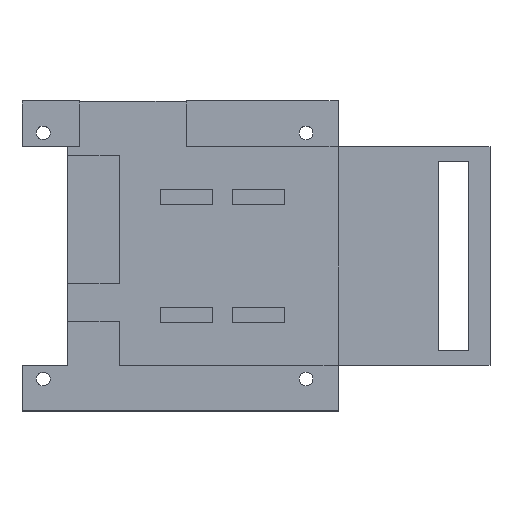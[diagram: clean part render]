
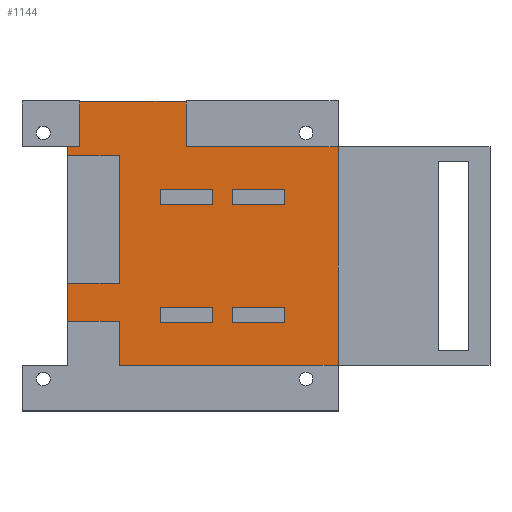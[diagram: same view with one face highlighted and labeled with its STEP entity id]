
A CAD part, top view. The second image highlights one B-rep face of the part: STEP entity #1144.
In plain terms, the highlighted planar face has unit normal (0, 0, 1).
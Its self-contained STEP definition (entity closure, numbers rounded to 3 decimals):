
#33=FACE_BOUND('',#164,.T.);
#34=FACE_BOUND('',#165,.T.);
#35=FACE_BOUND('',#166,.T.);
#36=FACE_BOUND('',#167,.T.);
#98=FACE_OUTER_BOUND('',#163,.T.);
#163=EDGE_LOOP('',(#986,#987,#988,#989,#990,#991,#992,#993,#994,#995,#996,
#997,#998,#999));
#164=EDGE_LOOP('',(#1000,#1001,#1002,#1003));
#165=EDGE_LOOP('',(#1004,#1005,#1006,#1007));
#166=EDGE_LOOP('',(#1008,#1009,#1010,#1011));
#167=EDGE_LOOP('',(#1012,#1013,#1014,#1015));
#196=LINE('',#1561,#343);
#200=LINE('',#1569,#347);
#206=LINE('',#1581,#353);
#213=LINE('',#1599,#360);
#217=LINE('',#1607,#364);
#220=LINE('',#1613,#367);
#223=LINE('',#1618,#370);
#226=LINE('',#1628,#373);
#231=LINE('',#1636,#378);
#232=LINE('',#1638,#379);
#235=LINE('',#1643,#382);
#239=LINE('',#1653,#386);
#243=LINE('',#1661,#390);
#246=LINE('',#1667,#393);
#249=LINE('',#1672,#396);
#251=LINE('',#1678,#398);
#255=LINE('',#1686,#402);
#258=LINE('',#1692,#405);
#261=LINE('',#1697,#408);
#263=LINE('',#1703,#410);
#267=LINE('',#1710,#414);
#270=LINE('',#1715,#417);
#280=LINE('',#1747,#427);
#283=LINE('',#1753,#430);
#286=LINE('',#1758,#433);
#306=LINE('',#1798,#453);
#310=LINE('',#1806,#457);
#313=LINE('',#1812,#460);
#316=LINE('',#1817,#463);
#319=LINE('',#1822,#466);
#343=VECTOR('',#1266,10.);
#347=VECTOR('',#1272,10.);
#353=VECTOR('',#1278,10.);
#360=VECTOR('',#1291,10.);
#364=VECTOR('',#1297,10.);
#367=VECTOR('',#1302,10.);
#370=VECTOR('',#1307,10.);
#373=VECTOR('',#1318,10.);
#378=VECTOR('',#1325,10.);
#379=VECTOR('',#1328,10.);
#382=VECTOR('',#1333,10.);
#386=VECTOR('',#1343,10.);
#390=VECTOR('',#1349,10.);
#393=VECTOR('',#1354,10.);
#396=VECTOR('',#1359,10.);
#398=VECTOR('',#1365,10.);
#402=VECTOR('',#1371,10.);
#405=VECTOR('',#1376,10.);
#408=VECTOR('',#1381,10.);
#410=VECTOR('',#1387,10.);
#414=VECTOR('',#1393,10.);
#417=VECTOR('',#1398,10.);
#427=VECTOR('',#1432,10.);
#430=VECTOR('',#1437,10.);
#433=VECTOR('',#1442,10.);
#453=VECTOR('',#1482,10.);
#457=VECTOR('',#1488,10.);
#460=VECTOR('',#1493,10.);
#463=VECTOR('',#1498,10.);
#466=VECTOR('',#1505,10.);
#483=VERTEX_POINT('',#1553);
#485=VERTEX_POINT('',#1559);
#486=VERTEX_POINT('',#1560);
#489=VERTEX_POINT('',#1568);
#494=VERTEX_POINT('',#1578);
#495=VERTEX_POINT('',#1580);
#502=VERTEX_POINT('',#1597);
#503=VERTEX_POINT('',#1598);
#506=VERTEX_POINT('',#1606);
#508=VERTEX_POINT('',#1612);
#511=VERTEX_POINT('',#1626);
#512=VERTEX_POINT('',#1627);
#514=VERTEX_POINT('',#1634);
#517=VERTEX_POINT('',#1651);
#518=VERTEX_POINT('',#1652);
#521=VERTEX_POINT('',#1660);
#523=VERTEX_POINT('',#1666);
#525=VERTEX_POINT('',#1676);
#526=VERTEX_POINT('',#1677);
#529=VERTEX_POINT('',#1685);
#531=VERTEX_POINT('',#1691);
#533=VERTEX_POINT('',#1701);
#534=VERTEX_POINT('',#1702);
#537=VERTEX_POINT('',#1714);
#547=VERTEX_POINT('',#1746);
#549=VERTEX_POINT('',#1752);
#559=VERTEX_POINT('',#1796);
#560=VERTEX_POINT('',#1797);
#563=VERTEX_POINT('',#1805);
#565=VERTEX_POINT('',#1811);
#590=EDGE_CURVE('',#485,#486,#196,.T.);
#594=EDGE_CURVE('',#486,#489,#200,.T.);
#600=EDGE_CURVE('',#495,#494,#206,.T.);
#608=EDGE_CURVE('',#502,#503,#213,.T.);
#612=EDGE_CURVE('',#506,#502,#217,.T.);
#615=EDGE_CURVE('',#503,#508,#220,.T.);
#618=EDGE_CURVE('',#508,#506,#223,.T.);
#622=EDGE_CURVE('',#511,#512,#226,.T.);
#627=EDGE_CURVE('',#485,#514,#231,.T.);
#628=EDGE_CURVE('',#514,#495,#232,.T.);
#631=EDGE_CURVE('',#489,#512,#235,.T.);
#635=EDGE_CURVE('',#517,#518,#239,.T.);
#639=EDGE_CURVE('',#521,#517,#243,.T.);
#642=EDGE_CURVE('',#518,#523,#246,.T.);
#645=EDGE_CURVE('',#523,#521,#249,.T.);
#647=EDGE_CURVE('',#525,#526,#251,.T.);
#651=EDGE_CURVE('',#529,#525,#255,.T.);
#654=EDGE_CURVE('',#526,#531,#258,.T.);
#657=EDGE_CURVE('',#531,#529,#261,.T.);
#659=EDGE_CURVE('',#533,#534,#263,.T.);
#663=EDGE_CURVE('',#483,#533,#267,.T.);
#666=EDGE_CURVE('',#537,#483,#270,.T.);
#682=EDGE_CURVE('',#494,#547,#280,.T.);
#685=EDGE_CURVE('',#547,#549,#283,.T.);
#688=EDGE_CURVE('',#549,#537,#286,.T.);
#708=EDGE_CURVE('',#559,#560,#306,.T.);
#712=EDGE_CURVE('',#563,#559,#310,.T.);
#715=EDGE_CURVE('',#560,#565,#313,.T.);
#718=EDGE_CURVE('',#565,#563,#316,.T.);
#721=EDGE_CURVE('',#534,#511,#319,.T.);
#986=ORIENTED_EDGE('',*,*,#666,.T.);
#987=ORIENTED_EDGE('',*,*,#663,.T.);
#988=ORIENTED_EDGE('',*,*,#659,.T.);
#989=ORIENTED_EDGE('',*,*,#721,.T.);
#990=ORIENTED_EDGE('',*,*,#622,.T.);
#991=ORIENTED_EDGE('',*,*,#631,.F.);
#992=ORIENTED_EDGE('',*,*,#594,.F.);
#993=ORIENTED_EDGE('',*,*,#590,.F.);
#994=ORIENTED_EDGE('',*,*,#627,.T.);
#995=ORIENTED_EDGE('',*,*,#628,.T.);
#996=ORIENTED_EDGE('',*,*,#600,.T.);
#997=ORIENTED_EDGE('',*,*,#682,.T.);
#998=ORIENTED_EDGE('',*,*,#685,.T.);
#999=ORIENTED_EDGE('',*,*,#688,.T.);
#1000=ORIENTED_EDGE('',*,*,#645,.T.);
#1001=ORIENTED_EDGE('',*,*,#639,.T.);
#1002=ORIENTED_EDGE('',*,*,#635,.T.);
#1003=ORIENTED_EDGE('',*,*,#642,.T.);
#1004=ORIENTED_EDGE('',*,*,#718,.T.);
#1005=ORIENTED_EDGE('',*,*,#712,.T.);
#1006=ORIENTED_EDGE('',*,*,#708,.T.);
#1007=ORIENTED_EDGE('',*,*,#715,.T.);
#1008=ORIENTED_EDGE('',*,*,#647,.T.);
#1009=ORIENTED_EDGE('',*,*,#654,.T.);
#1010=ORIENTED_EDGE('',*,*,#657,.T.);
#1011=ORIENTED_EDGE('',*,*,#651,.T.);
#1012=ORIENTED_EDGE('',*,*,#608,.T.);
#1013=ORIENTED_EDGE('',*,*,#615,.T.);
#1014=ORIENTED_EDGE('',*,*,#618,.T.);
#1015=ORIENTED_EDGE('',*,*,#612,.T.);
#1085=PLANE('',#1225);
#1144=ADVANCED_FACE('',(#98,#33,#34,#35,#36),#1085,.T.);
#1225=AXIS2_PLACEMENT_3D('',#1823,#1506,#1507);
#1266=DIRECTION('',(-1.,0.,0.));
#1272=DIRECTION('',(0.,1.,0.));
#1278=DIRECTION('',(0.,-1.,0.));
#1291=DIRECTION('',(1.,0.,0.));
#1297=DIRECTION('',(0.,1.,0.));
#1302=DIRECTION('',(0.,-1.,0.));
#1307=DIRECTION('',(-1.,0.,0.));
#1318=DIRECTION('',(0.,-1.,0.));
#1325=DIRECTION('',(0.,-1.,0.));
#1328=DIRECTION('',(-1.,0.,0.));
#1333=DIRECTION('',(1.,0.,0.));
#1343=DIRECTION('',(0.,-1.,0.));
#1349=DIRECTION('',(1.,0.,0.));
#1354=DIRECTION('',(-1.,0.,0.));
#1359=DIRECTION('',(0.,1.,0.));
#1365=DIRECTION('',(-1.,0.,0.));
#1371=DIRECTION('',(0.,-1.,0.));
#1376=DIRECTION('',(0.,1.,0.));
#1381=DIRECTION('',(1.,0.,0.));
#1387=DIRECTION('',(0.,1.,0.));
#1393=DIRECTION('',(-1.,0.,0.));
#1398=DIRECTION('',(0.,1.,0.));
#1432=DIRECTION('',(1.,0.,0.));
#1437=DIRECTION('',(0.,-1.,0.));
#1442=DIRECTION('',(1.,0.,0.));
#1482=DIRECTION('',(0.,1.,0.));
#1488=DIRECTION('',(-1.,0.,0.));
#1493=DIRECTION('',(1.,0.,0.));
#1498=DIRECTION('',(0.,-1.,0.));
#1505=DIRECTION('',(-1.,0.,0.));
#1506=DIRECTION('center_axis',(0.,0.,1.));
#1507=DIRECTION('ref_axis',(1.,0.,0.));
#1553=CARTESIAN_POINT('',(104.,87.,5.));
#1559=CARTESIAN_POINT('',(32.,84.,5.));
#1560=CARTESIAN_POINT('',(15.,84.,5.));
#1561=CARTESIAN_POINT('',(27.75,84.,5.));
#1568=CARTESIAN_POINT('',(15.,87.,5.));
#1569=CARTESIAN_POINT('',(15.,63.75,5.));
#1578=CARTESIAN_POINT('',(15.,29.5,5.));
#1580=CARTESIAN_POINT('',(15.,42.,5.));
#1581=CARTESIAN_POINT('',(15.,29.5,5.));
#1597=CARTESIAN_POINT('',(45.5,34.,5.));
#1598=CARTESIAN_POINT('',(62.75,34.,5.));
#1599=CARTESIAN_POINT('',(86.5,34.,5.));
#1606=CARTESIAN_POINT('',(45.5,29.,5.));
#1607=CARTESIAN_POINT('',(45.5,34.,5.));
#1612=CARTESIAN_POINT('',(62.75,29.,5.));
#1613=CARTESIAN_POINT('',(62.75,34.,5.));
#1618=CARTESIAN_POINT('',(45.5,29.,5.));
#1626=CARTESIAN_POINT('',(19.,102.,5.));
#1627=CARTESIAN_POINT('',(19.,87.,5.));
#1628=CARTESIAN_POINT('',(19.,102.,5.));
#1634=CARTESIAN_POINT('',(32.,42.,5.));
#1636=CARTESIAN_POINT('',(32.,87.,5.));
#1638=CARTESIAN_POINT('',(15.,42.,5.));
#1643=CARTESIAN_POINT('',(19.25,87.,5.));
#1651=CARTESIAN_POINT('',(86.5,73.,5.));
#1652=CARTESIAN_POINT('',(86.5,68.,5.));
#1653=CARTESIAN_POINT('',(86.5,73.,5.));
#1660=CARTESIAN_POINT('',(69.25,73.,5.));
#1661=CARTESIAN_POINT('',(45.5,73.,5.));
#1666=CARTESIAN_POINT('',(69.25,68.,5.));
#1667=CARTESIAN_POINT('',(86.5,68.,5.));
#1672=CARTESIAN_POINT('',(69.25,73.,5.));
#1676=CARTESIAN_POINT('',(86.5,29.,5.));
#1677=CARTESIAN_POINT('',(69.25,29.,5.));
#1678=CARTESIAN_POINT('',(45.5,29.,5.));
#1685=CARTESIAN_POINT('',(86.5,34.,5.));
#1686=CARTESIAN_POINT('',(86.5,29.,5.));
#1691=CARTESIAN_POINT('',(69.25,34.,5.));
#1692=CARTESIAN_POINT('',(69.25,29.,5.));
#1697=CARTESIAN_POINT('',(86.5,34.,5.));
#1701=CARTESIAN_POINT('',(54.,87.,5.));
#1702=CARTESIAN_POINT('',(54.,102.,5.));
#1703=CARTESIAN_POINT('',(54.,87.,5.));
#1710=CARTESIAN_POINT('',(104.,87.,5.));
#1714=CARTESIAN_POINT('',(104.,15.,5.));
#1715=CARTESIAN_POINT('',(104.,15.,5.));
#1746=CARTESIAN_POINT('',(32.,29.5,5.));
#1747=CARTESIAN_POINT('',(32.,29.5,5.));
#1752=CARTESIAN_POINT('',(32.,15.,5.));
#1753=CARTESIAN_POINT('',(32.,87.,5.));
#1758=CARTESIAN_POINT('',(104.,15.,5.));
#1796=CARTESIAN_POINT('',(45.5,68.,5.));
#1797=CARTESIAN_POINT('',(45.5,73.,5.));
#1798=CARTESIAN_POINT('',(45.5,68.,5.));
#1805=CARTESIAN_POINT('',(62.75,68.,5.));
#1806=CARTESIAN_POINT('',(86.5,68.,5.));
#1811=CARTESIAN_POINT('',(62.75,73.,5.));
#1812=CARTESIAN_POINT('',(45.5,73.,5.));
#1817=CARTESIAN_POINT('',(62.75,68.,5.));
#1822=CARTESIAN_POINT('',(54.,102.,5.));
#1823=CARTESIAN_POINT('Origin',(59.5,58.5,5.));
